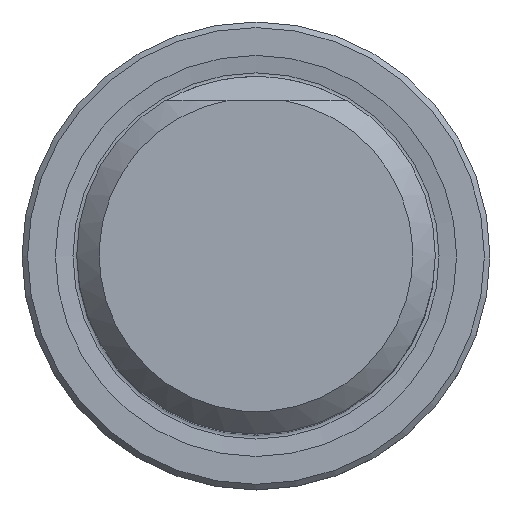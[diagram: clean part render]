
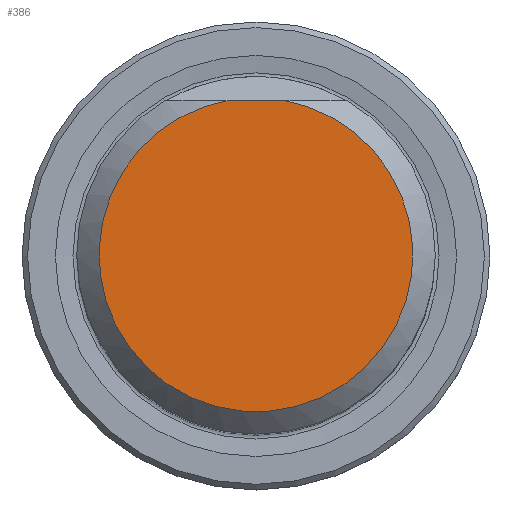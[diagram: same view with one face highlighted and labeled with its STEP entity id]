
A CAD part, top view. The second image highlights one B-rep face of the part: STEP entity #386.
In plain terms, the highlighted planar face has unit normal (0, 0, 1).
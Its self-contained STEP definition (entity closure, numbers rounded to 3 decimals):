
#258=PLANE('',#5722);
#386=ADVANCED_FACE('',(#813),#258,.T.);
#813=FACE_OUTER_BOUND('',#1105,.T.);
#1105=EDGE_LOOP('',(#2572,#2573));
#1628=LINE('',#8564,#1947);
#1947=VECTOR('',#6471,1.);
#2259=CIRCLE('',#5721,13.996);
#2572=ORIENTED_EDGE('',*,*,#4774,.F.);
#2573=ORIENTED_EDGE('',*,*,#4775,.T.);
#4193=VERTEX_POINT('',#8565);
#4194=VERTEX_POINT('',#8566);
#4774=EDGE_CURVE('',#4193,#4194,#1628,.T.);
#4775=EDGE_CURVE('',#4193,#4194,#2259,.T.);
#5721=AXIS2_PLACEMENT_3D('',#8567,#6472,#6473);
#5722=AXIS2_PLACEMENT_3D('',#8568,#6474,#6475);
#6471=DIRECTION('',(1.,0.,0.));
#6472=DIRECTION('',(0.,0.,1.));
#6473=DIRECTION('',(0.,-1.,0.));
#6474=DIRECTION('',(0.,0.,1.));
#6475=DIRECTION('',(0.,-1.,0.));
#8564=CARTESIAN_POINT('',(0.,13.804,60.));
#8565=CARTESIAN_POINT('',(-2.31,13.804,60.));
#8566=CARTESIAN_POINT('',(2.31,13.804,60.));
#8567=CARTESIAN_POINT('',(0.,0.,60.));
#8568=CARTESIAN_POINT('',(0.,0.,60.));
